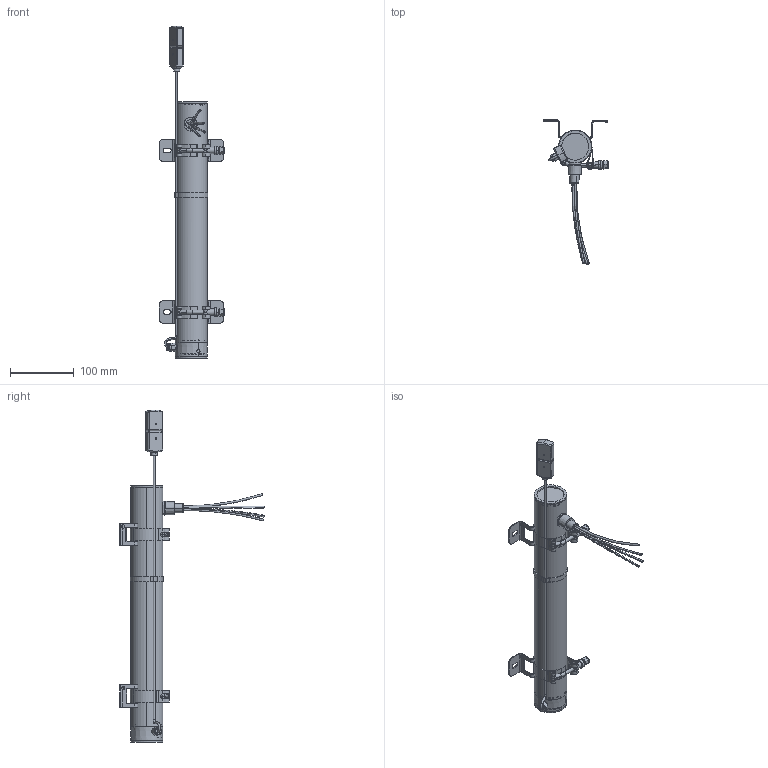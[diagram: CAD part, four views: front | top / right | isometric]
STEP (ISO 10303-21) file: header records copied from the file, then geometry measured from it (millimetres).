
FILE_DESCRIPTION (( 'STEP AP203' ), '1' );
FILE_NAME ('FT200 LG-3-NF-NF-TF1 AUG2017 203.STEP', '2017-08-31T20:50:53', ( '' ), ( '' ), 'SwSTEP 2.0', 'SolidWorks 2017', '' );
FILE_SCHEMA (( 'CONFIG_CONTROL_DESIGN' ));
Length unit declared in the file: inch
Products named in the file (1): FT200 LG-3-NF-NF-TF1 AUG2017 203
Bounding box: 103.1 x 227.66 x 521.91 mm (x, y, z)
Volume: 152426.1 mm3; surface area: 210914.7 mm2
Topology: 34 solids, 34 shells, 663 faces, 1693 edges, 1074 vertices
Faces by surface type: cylinder 296, plane 263, bspline 54, cone 38, torus 12
Entity records: 24667 total; most frequent: CARTESIAN_POINT 8526, DIRECTION 3407, ORIENTED_EDGE 3354, EDGE_CURVE 1677, AXIS2_PLACEMENT_3D 1306, VERTEX_POINT 1074, VECTOR 795, LINE 795
